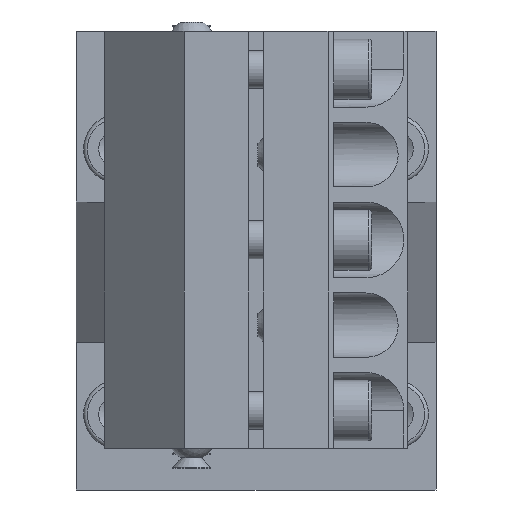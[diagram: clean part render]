
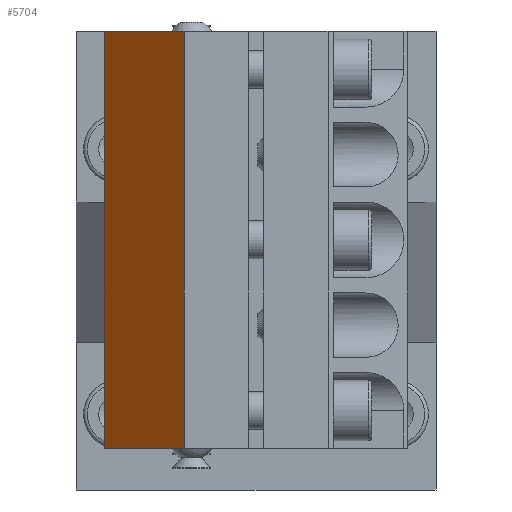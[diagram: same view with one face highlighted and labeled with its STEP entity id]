
A CAD part, left-side view. The second image highlights one B-rep face of the part: STEP entity #5704.
In plain terms, the highlighted planar face has unit normal (-0.707, 0.707, 0).
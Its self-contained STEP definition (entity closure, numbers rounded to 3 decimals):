
#1275=DIRECTION('',(0.,0.,1.));
#1276=VECTOR('',#1275,110.);
#1277=CARTESIAN_POINT('',(-140.,19.,-44.));
#1278=LINE('',#1277,#1276);
#1283=DIRECTION('',(-0.707,-0.707,0.));
#1284=VECTOR('',#1283,29.698);
#1285=CARTESIAN_POINT('',(-119.,40.,-44.));
#1286=LINE('',#1285,#1284);
#1287=DIRECTION('',(0.,0.,1.));
#1288=VECTOR('',#1287,110.);
#1289=CARTESIAN_POINT('',(-119.,40.,-44.));
#1290=LINE('',#1289,#1288);
#1348=DIRECTION('',(-0.707,-0.707,0.));
#1349=VECTOR('',#1348,29.698);
#1350=CARTESIAN_POINT('',(-119.,40.,66.));
#1351=LINE('',#1350,#1349);
#3556=CARTESIAN_POINT('',(-119.,40.,66.));
#3557=CARTESIAN_POINT('',(-140.,19.,66.));
#3558=VERTEX_POINT('',#3556);
#3559=VERTEX_POINT('',#3557);
#3681=CARTESIAN_POINT('',(-119.,40.,-44.));
#3682=CARTESIAN_POINT('',(-140.,19.,-44.));
#3683=VERTEX_POINT('',#3681);
#3684=VERTEX_POINT('',#3682);
#5692=CARTESIAN_POINT('',(-119.,40.,-55.));
#5693=DIRECTION('',(-0.707,0.707,0.));
#5694=DIRECTION('',(-0.707,-0.707,0.));
#5695=AXIS2_PLACEMENT_3D('',#5692,#5693,#5694);
#5696=PLANE('',#5695);
#5697=ORIENTED_EDGE('',*,*,#4615,.F.);
#5698=ORIENTED_EDGE('',*,*,#4886,.T.);
#5700=ORIENTED_EDGE('',*,*,#5699,.T.);
#5701=ORIENTED_EDGE('',*,*,#5684,.F.);
#5702=EDGE_LOOP('',(#5697,#5698,#5700,#5701));
#5703=FACE_OUTER_BOUND('',#5702,.F.);
#5704=ADVANCED_FACE('',(#5703),#5696,.T.);
#4615=EDGE_CURVE('',#3683,#3684,#1286,.T.);
#4886=EDGE_CURVE('',#3683,#3558,#1290,.T.);
#5684=EDGE_CURVE('',#3684,#3559,#1278,.T.);
#5699=EDGE_CURVE('',#3558,#3559,#1351,.T.);
